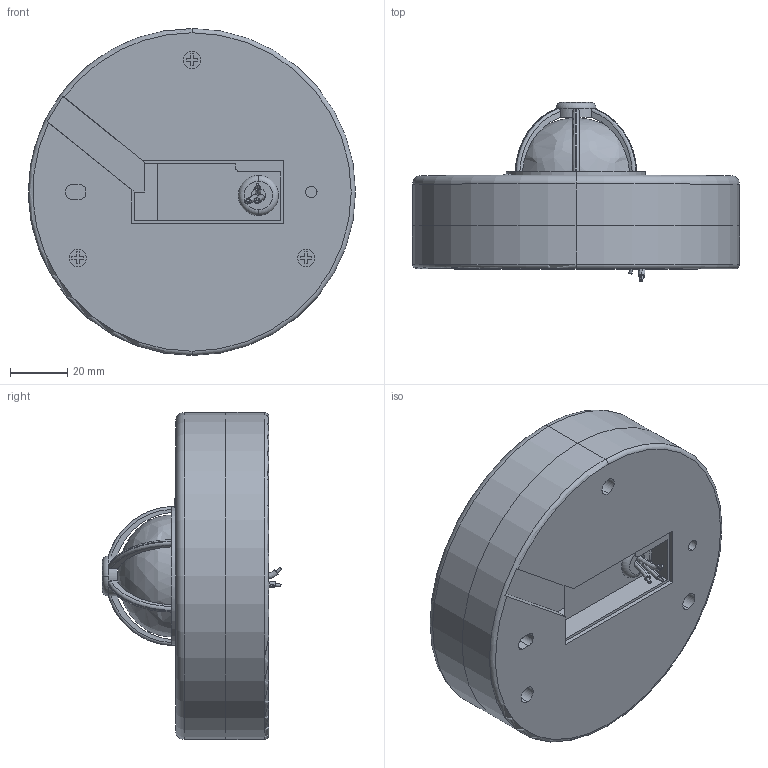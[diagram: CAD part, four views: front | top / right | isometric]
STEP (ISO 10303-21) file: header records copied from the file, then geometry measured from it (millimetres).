
FILE_DESCRIPTION (( 'STEP AP214' ), '1' );
FILE_NAME ('Äàò÷èê äâèæåíèÿ ÄÄ 024Â áåëûé, ìàêñ. íàãðóçêà 1100Âò, óãîë îáçîðà 180-360ãð, äàëüíîñòü 6ì, IP33, ÈÝÊ.STEP', '2017-08-25T10:57:02', ( '' ), ( '' ), 'SwSTEP 2.0', 'SolidWorks 2014', '' );
FILE_SCHEMA (( 'AUTOMOTIVE_DESIGN' ));
Length unit declared in the file: millimetre
Products named in the file (1): Äàò÷èê äâèæåíèÿ ÄÄ 024Â áåëûé, ìàêñ. íàãðóçêà 1100Âò, óãîë îáçîðà 180-360ãð, äàëüíîñòü 6ì, IP33, ÈÝÊ
Bounding box: 114 x 62.45 x 114 mm (x, y, z)
Volume: 326274.7 mm3; surface area: 64770.1 mm2
Topology: 2 solids, 2 shells, 218 faces, 579 edges, 372 vertices
Faces by surface type: plane 115, cylinder 60, torus 27, bspline 8, sphere 8
Entity records: 7477 total; most frequent: CARTESIAN_POINT 1888, DIRECTION 1188, ORIENTED_EDGE 1154, EDGE_CURVE 577, AXIS2_PLACEMENT_3D 442, VERTEX_POINT 372, VECTOR 304, LINE 304
